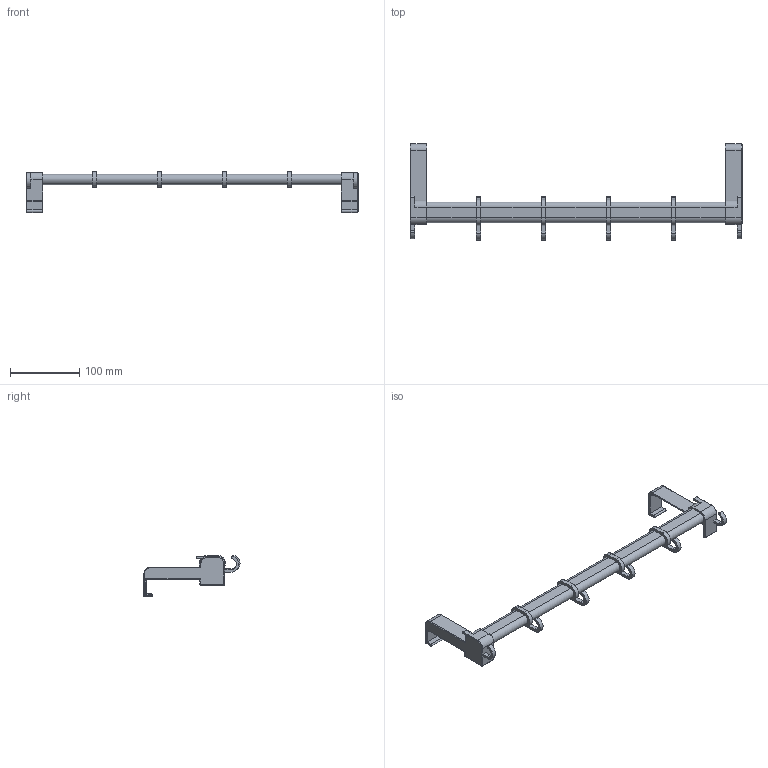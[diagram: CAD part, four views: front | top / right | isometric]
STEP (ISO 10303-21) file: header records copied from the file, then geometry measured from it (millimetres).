
FILE_DESCRIPTION(('Creo Elements/Direct Modeling STEP Export'),'2;1');
FILE_NAME('MI687-480.stp','2019-05-08T10:30:28',(''),(''),'Creo Elements/Direct Modeling STEP processor for AP214 (Solid Model)','Creo Elements/Direct Modeling 20.0 12-Nov-2016 (C) Parametric Technology GmbH','');
FILE_SCHEMA(('AUTOMOTIVE_DESIGN { 1 0 10303 214 1 1 1 1 }'));
Length unit declared in the file: millimetre
Products named in the file (1): MI687-480
Bounding box: 480 x 139 x 59.3 mm (x, y, z)
Volume: 251686.8 mm3; surface area: 72343 mm2
Topology: 1 solids, 1 shells, 178 faces, 456 edges, 284 vertices
Faces by surface type: plane 82, cylinder 82, torus 8, sphere 6
Entity records: 5286 total; most frequent: DIRECTION 950, ORIENTED_EDGE 900, CARTESIAN_POINT 897, EDGE_CURVE 450, AXIS2_PLACEMENT_3D 337, VERTEX_POINT 284, VECTOR 276, LINE 276
